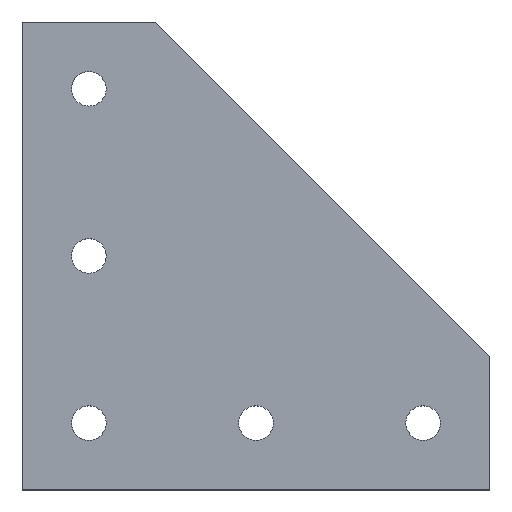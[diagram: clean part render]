
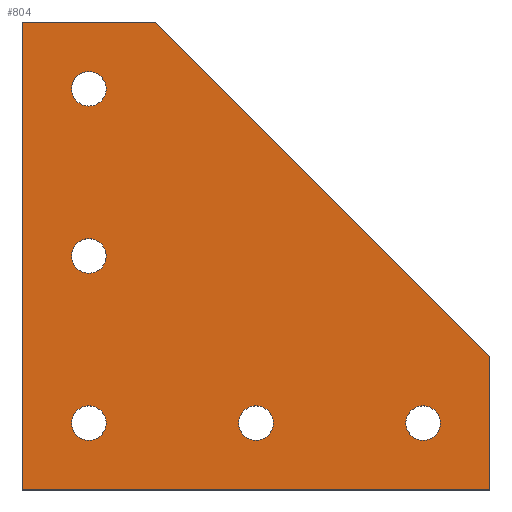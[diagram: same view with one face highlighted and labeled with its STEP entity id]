
A CAD part, top view. The second image highlights one B-rep face of the part: STEP entity #804.
In plain terms, the highlighted planar face has unit normal (0, 0, 1).
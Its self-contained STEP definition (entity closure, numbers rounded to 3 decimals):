
#72=CARTESIAN_POINT('',(15.1,72.0,5.0));
#73=VERTEX_POINT('',#72);
#89=CARTESIAN_POINT('',(8.9,72.0,5.0));
#90=VERTEX_POINT('',#89);
#97=CARTESIAN_POINT('',(12.,72.0,5.0));
#98=DIRECTION('',(0.0,0.0,-1.0));
#99=DIRECTION('',(1.0,0.0,0.0));
#100=AXIS2_PLACEMENT_3D('',#97,#98,#99);
#101=CIRCLE('',#100,3.1);
#102=EDGE_CURVE('',#73,#90,#101,.T.);
#135=CARTESIAN_POINT('',(75.1,12.,5.0));
#136=VERTEX_POINT('',#135);
#152=CARTESIAN_POINT('',(68.9,12.,5.0));
#153=VERTEX_POINT('',#152);
#160=CARTESIAN_POINT('',(72.0,12.,5.0));
#161=DIRECTION('',(0.0,0.0,-1.0));
#162=DIRECTION('',(1.0,0.0,0.0));
#163=AXIS2_PLACEMENT_3D('',#160,#161,#162);
#164=CIRCLE('',#163,3.1);
#165=EDGE_CURVE('',#136,#153,#164,.T.);
#198=CARTESIAN_POINT('',(15.1,12.,5.0));
#199=VERTEX_POINT('',#198);
#215=CARTESIAN_POINT('',(8.9,12.,5.0));
#216=VERTEX_POINT('',#215);
#223=CARTESIAN_POINT('',(12.,12.,5.0));
#224=DIRECTION('',(0.0,0.0,-1.0));
#225=DIRECTION('',(1.0,0.0,0.0));
#226=AXIS2_PLACEMENT_3D('',#223,#224,#225);
#227=CIRCLE('',#226,3.1);
#228=EDGE_CURVE('',#199,#216,#227,.T.);
#261=CARTESIAN_POINT('',(45.1,12.,5.0));
#262=VERTEX_POINT('',#261);
#278=CARTESIAN_POINT('',(38.9,12.,5.0));
#279=VERTEX_POINT('',#278);
#286=CARTESIAN_POINT('',(42.0,12.,5.0));
#287=DIRECTION('',(0.0,0.0,-1.0));
#288=DIRECTION('',(1.0,0.0,0.0));
#289=AXIS2_PLACEMENT_3D('',#286,#287,#288);
#290=CIRCLE('',#289,3.1);
#291=EDGE_CURVE('',#262,#279,#290,.T.);
#324=CARTESIAN_POINT('',(15.1,42.0,5.0));
#325=VERTEX_POINT('',#324);
#341=CARTESIAN_POINT('',(8.9,42.0,5.0));
#342=VERTEX_POINT('',#341);
#349=CARTESIAN_POINT('',(12.,42.0,5.0));
#350=DIRECTION('',(0.0,0.0,-1.0));
#351=DIRECTION('',(1.0,0.0,0.0));
#352=AXIS2_PLACEMENT_3D('',#349,#350,#351);
#353=CIRCLE('',#352,3.1);
#354=EDGE_CURVE('',#325,#342,#353,.T.);
#386=CARTESIAN_POINT('',(12.,42.0,5.0));
#387=DIRECTION('',(0.0,0.0,-1.0));
#388=DIRECTION('',(1.0,0.0,0.0));
#389=AXIS2_PLACEMENT_3D('',#386,#387,#388);
#390=CIRCLE('',#389,3.1);
#391=EDGE_CURVE('',#342,#325,#390,.T.);
#431=CARTESIAN_POINT('',(42.0,12.,5.0));
#432=DIRECTION('',(0.0,0.0,-1.0));
#433=DIRECTION('',(1.0,0.0,0.0));
#434=AXIS2_PLACEMENT_3D('',#431,#432,#433);
#435=CIRCLE('',#434,3.1);
#436=EDGE_CURVE('',#279,#262,#435,.T.);
#476=CARTESIAN_POINT('',(12.,12.,5.0));
#477=DIRECTION('',(0.0,0.0,-1.0));
#478=DIRECTION('',(1.0,0.0,0.0));
#479=AXIS2_PLACEMENT_3D('',#476,#477,#478);
#480=CIRCLE('',#479,3.1);
#481=EDGE_CURVE('',#216,#199,#480,.T.);
#521=CARTESIAN_POINT('',(72.0,12.,5.0));
#522=DIRECTION('',(0.0,0.0,-1.0));
#523=DIRECTION('',(1.0,0.0,0.0));
#524=AXIS2_PLACEMENT_3D('',#521,#522,#523);
#525=CIRCLE('',#524,3.1);
#526=EDGE_CURVE('',#153,#136,#525,.T.);
#566=CARTESIAN_POINT('',(12.,72.0,5.0));
#567=DIRECTION('',(0.0,0.0,-1.0));
#568=DIRECTION('',(1.0,0.0,0.0));
#569=AXIS2_PLACEMENT_3D('',#566,#567,#568);
#570=CIRCLE('',#569,3.1);
#571=EDGE_CURVE('',#90,#73,#570,.T.);
#589=CARTESIAN_POINT('',(0.0,0.0,5.0));
#590=VERTEX_POINT('',#589);
#591=CARTESIAN_POINT('',(0.0,84.0,5.0));
#592=VERTEX_POINT('',#591);
#593=CARTESIAN_POINT('',(0.0,0.0,5.0));
#594=DIRECTION('',(0.0,1.0,0.0));
#595=VECTOR('',#594,84.0);
#596=LINE('',#593,#595);
#597=EDGE_CURVE('',#590,#592,#596,.T.);
#629=CARTESIAN_POINT('',(24.,84.0,5.0));
#630=VERTEX_POINT('',#629);
#631=CARTESIAN_POINT('',(0.0,84.0,5.0));
#632=DIRECTION('',(1.0,0.0,0.0));
#633=VECTOR('',#632,24.);
#634=LINE('',#631,#633);
#635=EDGE_CURVE('',#592,#630,#634,.T.);
#660=CARTESIAN_POINT('',(84.0,24.,5.0));
#661=VERTEX_POINT('',#660);
#662=CARTESIAN_POINT('',(24.,84.0,5.0));
#663=DIRECTION('',(0.707,-0.707,0.0));
#664=VECTOR('',#663,84.853);
#665=LINE('',#662,#664);
#666=EDGE_CURVE('',#630,#661,#665,.T.);
#691=CARTESIAN_POINT('',(84.0,0.0,5.0));
#692=VERTEX_POINT('',#691);
#693=CARTESIAN_POINT('',(84.0,24.,5.0));
#694=DIRECTION('',(0.0,-1.0,0.0));
#695=VECTOR('',#694,24.);
#696=LINE('',#693,#695);
#697=EDGE_CURVE('',#661,#692,#696,.T.);
#722=CARTESIAN_POINT('',(84.0,0.0,5.0));
#723=DIRECTION('',(-1.0,0.0,0.0));
#724=VECTOR('',#723,84.0);
#725=LINE('',#722,#724);
#726=EDGE_CURVE('',#692,#590,#725,.T.);
#772=CARTESIAN_POINT('',(34.615,34.615,5.0));
#773=DIRECTION('',(0.0,0.0,1.0));
#774=DIRECTION('',(1.0,0.0,0.0));
#775=AXIS2_PLACEMENT_3D('',#772,#773,#774);
#776=PLANE('',#775);
#777=ORIENTED_EDGE('',*,*,#597,.F.);
#778=ORIENTED_EDGE('',*,*,#726,.F.);
#779=ORIENTED_EDGE('',*,*,#697,.F.);
#780=ORIENTED_EDGE('',*,*,#666,.F.);
#781=ORIENTED_EDGE('',*,*,#635,.F.);
#782=EDGE_LOOP('',(#777,#778,#779,#780,#781));
#783=FACE_OUTER_BOUND('',#782,.T.);
#784=ORIENTED_EDGE('',*,*,#354,.T.);
#785=ORIENTED_EDGE('',*,*,#391,.T.);
#786=EDGE_LOOP('',(#784,#785));
#787=FACE_BOUND('',#786,.T.);
#788=ORIENTED_EDGE('',*,*,#291,.T.);
#789=ORIENTED_EDGE('',*,*,#436,.T.);
#790=EDGE_LOOP('',(#788,#789));
#791=FACE_BOUND('',#790,.T.);
#792=ORIENTED_EDGE('',*,*,#228,.T.);
#793=ORIENTED_EDGE('',*,*,#481,.T.);
#794=EDGE_LOOP('',(#792,#793));
#795=FACE_BOUND('',#794,.T.);
#796=ORIENTED_EDGE('',*,*,#165,.T.);
#797=ORIENTED_EDGE('',*,*,#526,.T.);
#798=EDGE_LOOP('',(#796,#797));
#799=FACE_BOUND('',#798,.T.);
#800=ORIENTED_EDGE('',*,*,#102,.T.);
#801=ORIENTED_EDGE('',*,*,#571,.T.);
#802=EDGE_LOOP('',(#800,#801));
#803=FACE_BOUND('',#802,.T.);
#804=ADVANCED_FACE('',(#783,#787,#791,#795,#799,#803),#776,.T.);
